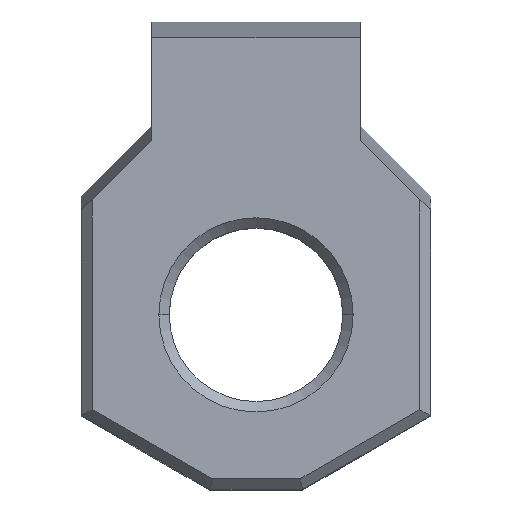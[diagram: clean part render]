
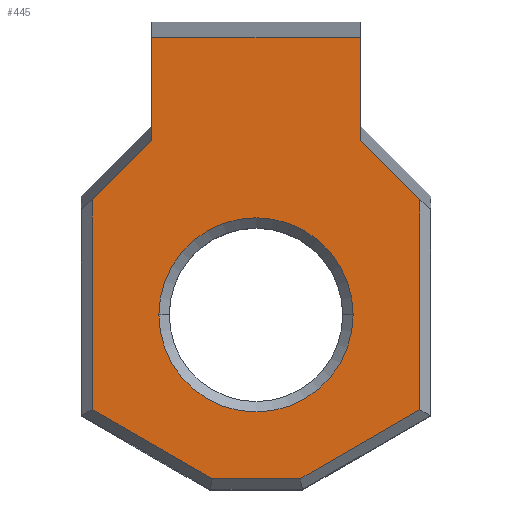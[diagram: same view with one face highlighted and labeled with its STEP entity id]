
A CAD part, top view. The second image highlights one B-rep face of the part: STEP entity #445.
In plain terms, the highlighted planar face has unit normal (0, 0, 1).
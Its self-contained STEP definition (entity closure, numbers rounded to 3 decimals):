
#43 = LINE ( 'NONE', #477, #388 ) ;
#54 = CIRCLE ( 'NONE', #77, 2.8 ) ;
#56 = VECTOR ( 'NONE', #280, 1000. ) ;
#77 = AXIS2_PLACEMENT_3D ( 'NONE', #185, #890, #1276 ) ;
#101 = VECTOR ( 'NONE', #673, 1000. ) ;
#113 = DIRECTION ( 'NONE',  ( 1., 0., 0. ) ) ;
#120 = EDGE_CURVE ( 'NONE', #1226, #229, #1160, .T. ) ;
#124 = DIRECTION ( 'NONE',  ( 0., 0., -1. ) ) ;
#137 = ORIENTED_EDGE ( 'NONE', *, *, #878, .T. ) ;
#156 = DIRECTION ( 'NONE',  ( 0.866, 0.5, 0. ) ) ;
#182 = CARTESIAN_POINT ( 'NONE',  ( 0., 13.028, 9. ) ) ;
#185 = CARTESIAN_POINT ( 'NONE',  ( 0., 5.04, 9. ) ) ;
#192 = VECTOR ( 'NONE', #156, 1000. ) ;
#202 = LINE ( 'NONE', #622, #860 ) ;
#203 = EDGE_CURVE ( 'NONE', #1139, #925, #778, .T. ) ;
#210 = AXIS2_PLACEMENT_3D ( 'NONE', #1046, #124, #552 ) ;
#212 = CIRCLE ( 'NONE', #210, 2.8 ) ;
#218 = EDGE_LOOP ( 'NONE', ( #1175, #1166, #713, #1274, #897, #1278, #998, #971, #503, #1006 ) ) ;
#221 = PLANE ( 'NONE',  #256 ) ;
#229 = VERTEX_POINT ( 'NONE', #596 ) ;
#256 = AXIS2_PLACEMENT_3D ( 'NONE', #635, #1041, #113 ) ;
#259 = EDGE_CURVE ( 'NONE', #1255, #891, #1091, .T. ) ;
#260 = VECTOR ( 'NONE', #816, 1000. ) ;
#263 = CARTESIAN_POINT ( 'NONE',  ( 6.517, 6.578, 9. ) ) ;
#280 = DIRECTION ( 'NONE',  ( 0.866, -0.5, 0. ) ) ;
#299 = VECTOR ( 'NONE', #1118, 1000. ) ;
#317 = LINE ( 'NONE', #726, #299 ) ;
#328 = CARTESIAN_POINT ( 'NONE',  ( -2.8, 5.04, 9. ) ) ;
#330 = CARTESIAN_POINT ( 'NONE',  ( 2.8, 5.04, 9. ) ) ;
#345 = VECTOR ( 'NONE', #603, 1000. ) ;
#358 = EDGE_CURVE ( 'NONE', #773, #1226, #527, .T. ) ;
#361 = CARTESIAN_POINT ( 'NONE',  ( 1.267, 0.31, 9. ) ) ;
#366 = DIRECTION ( 'NONE',  ( 1., 0., 0. ) ) ;
#388 = VECTOR ( 'NONE', #857, 1000. ) ;
#399 = CARTESIAN_POINT ( 'NONE',  ( -3.006, 13.028, 9. ) ) ;
#400 = EDGE_CURVE ( 'NONE', #1255, #229, #317, .T. ) ;
#413 = CARTESIAN_POINT ( 'NONE',  ( -4.725, 8.353, 9. ) ) ;
#424 = EDGE_CURVE ( 'NONE', #1225, #891, #1297, .T. ) ;
#427 = VERTEX_POINT ( 'NONE', #330 ) ;
#431 = CARTESIAN_POINT ( 'NONE',  ( -3.006, 0., 9. ) ) ;
#432 = VECTOR ( 'NONE', #1286, 1000. ) ;
#445 = ADVANCED_FACE ( 'NONE', ( #731, #1123 ), #221, .T. ) ;
#477 = CARTESIAN_POINT ( 'NONE',  ( -6.517, 6.578, 9. ) ) ;
#492 = CARTESIAN_POINT ( 'NONE',  ( -3.006, 10.056, 9. ) ) ;
#496 = EDGE_CURVE ( 'NONE', #427, #1019, #212, .T. ) ;
#503 = ORIENTED_EDGE ( 'NONE', *, *, #203, .T. ) ;
#527 = LINE ( 'NONE', #906, #432 ) ;
#552 = DIRECTION ( 'NONE',  ( 1., 0., 0. ) ) ;
#596 = CARTESIAN_POINT ( 'NONE',  ( 3.006, 10.056, 9. ) ) ;
#598 = VERTEX_POINT ( 'NONE', #361 ) ;
#603 = DIRECTION ( 'NONE',  ( -1., 0., 0. ) ) ;
#622 = CARTESIAN_POINT ( 'NONE',  ( -4.725, 0., 9. ) ) ;
#635 = CARTESIAN_POINT ( 'NONE',  ( 0., 0., 9. ) ) ;
#673 = DIRECTION ( 'NONE',  ( -0.71, 0.704, 0. ) ) ;
#675 = LINE ( 'NONE', #1074, #192 ) ;
#707 = VECTOR ( 'NONE', #366, 1000. ) ;
#713 = ORIENTED_EDGE ( 'NONE', *, *, #120, .T. ) ;
#726 = CARTESIAN_POINT ( 'NONE',  ( 3.006, 0., 9. ) ) ;
#731 = FACE_BOUND ( 'NONE', #954, .T. ) ;
#738 = EDGE_CURVE ( 'NONE', #1225, #965, #43, .T. ) ;
#773 = VERTEX_POINT ( 'NONE', #865 ) ;
#778 = LINE ( 'NONE', #1174, #56 ) ;
#816 = DIRECTION ( 'NONE',  ( 0., 1., 0. ) ) ;
#855 = LINE ( 'NONE', #1252, #707 ) ;
#857 = DIRECTION ( 'NONE',  ( -0.71, -0.704, 0. ) ) ;
#860 = VECTOR ( 'NONE', #1027, 1000. ) ;
#865 = CARTESIAN_POINT ( 'NONE',  ( 4.725, 2.306, 9. ) ) ;
#869 = CARTESIAN_POINT ( 'NONE',  ( 4.725, 8.353, 9. ) ) ;
#878 = EDGE_CURVE ( 'NONE', #1019, #427, #54, .T. ) ;
#890 = DIRECTION ( 'NONE',  ( 0., 0., -1. ) ) ;
#891 = VERTEX_POINT ( 'NONE', #399 ) ;
#897 = ORIENTED_EDGE ( 'NONE', *, *, #259, .T. ) ;
#906 = CARTESIAN_POINT ( 'NONE',  ( 4.725, 8.056, 9. ) ) ;
#925 = VERTEX_POINT ( 'NONE', #1196 ) ;
#954 = EDGE_LOOP ( 'NONE', ( #1231, #137 ) ) ;
#961 = CARTESIAN_POINT ( 'NONE',  ( -4.725, 2.312, 9. ) ) ;
#965 = VERTEX_POINT ( 'NONE', #413 ) ;
#971 = ORIENTED_EDGE ( 'NONE', *, *, #972, .T. ) ;
#972 = EDGE_CURVE ( 'NONE', #965, #1139, #202, .T. ) ;
#998 = ORIENTED_EDGE ( 'NONE', *, *, #738, .T. ) ;
#1006 = ORIENTED_EDGE ( 'NONE', *, *, #1177, .T. ) ;
#1019 = VERTEX_POINT ( 'NONE', #328 ) ;
#1027 = DIRECTION ( 'NONE',  ( 0., -1., 0. ) ) ;
#1041 = DIRECTION ( 'NONE',  ( 0., 0., 1. ) ) ;
#1046 = CARTESIAN_POINT ( 'NONE',  ( 0., 5.04, 9. ) ) ;
#1074 = CARTESIAN_POINT ( 'NONE',  ( 4.874, 2.392, 9. ) ) ;
#1091 = LINE ( 'NONE', #182, #345 ) ;
#1118 = DIRECTION ( 'NONE',  ( 0., -1., 0. ) ) ;
#1123 = FACE_OUTER_BOUND ( 'NONE', #218, .T. ) ;
#1139 = VERTEX_POINT ( 'NONE', #961 ) ;
#1160 = LINE ( 'NONE', #263, #101 ) ;
#1166 = ORIENTED_EDGE ( 'NONE', *, *, #358, .T. ) ;
#1174 = CARTESIAN_POINT ( 'NONE',  ( -1.185, 0.269, 9. ) ) ;
#1175 = ORIENTED_EDGE ( 'NONE', *, *, #1194, .T. ) ;
#1177 = EDGE_CURVE ( 'NONE', #925, #598, #855, .T. ) ;
#1194 = EDGE_CURVE ( 'NONE', #598, #773, #675, .T. ) ;
#1196 = CARTESIAN_POINT ( 'NONE',  ( -1.257, 0.31, 9. ) ) ;
#1225 = VERTEX_POINT ( 'NONE', #492 ) ;
#1226 = VERTEX_POINT ( 'NONE', #869 ) ;
#1231 = ORIENTED_EDGE ( 'NONE', *, *, #496, .T. ) ;
#1252 = CARTESIAN_POINT ( 'NONE',  ( 1.348, 0.31, 9. ) ) ;
#1255 = VERTEX_POINT ( 'NONE', #1266 ) ;
#1266 = CARTESIAN_POINT ( 'NONE',  ( 3.006, 13.028, 9. ) ) ;
#1274 = ORIENTED_EDGE ( 'NONE', *, *, #400, .F. ) ;
#1276 = DIRECTION ( 'NONE',  ( 1., 0., 0. ) ) ;
#1278 = ORIENTED_EDGE ( 'NONE', *, *, #424, .F. ) ;
#1286 = DIRECTION ( 'NONE',  ( 0., 1., 0. ) ) ;
#1297 = LINE ( 'NONE', #431, #260 ) ;
